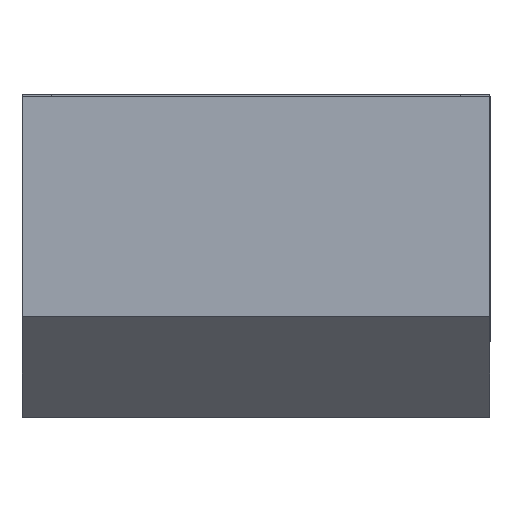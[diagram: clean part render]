
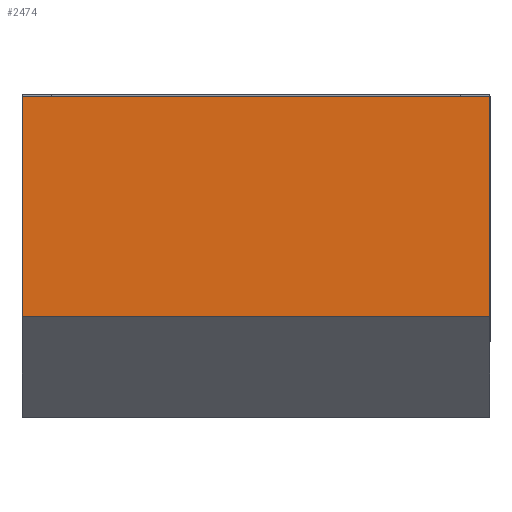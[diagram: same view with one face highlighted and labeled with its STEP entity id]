
A CAD part, left-side view. The second image highlights one B-rep face of the part: STEP entity #2474.
In plain terms, the highlighted planar face has unit normal (-1, 0, 0).
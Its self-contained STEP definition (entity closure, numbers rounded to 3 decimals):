
#72=FACE_OUTER_BOUND('',#208,.T.);
#208=EDGE_LOOP('',(#1727,#1728,#1729,#1730));
#395=LINE('',#3672,#695);
#402=LINE('',#3690,#702);
#403=LINE('',#3692,#703);
#404=LINE('',#3693,#704);
#695=VECTOR('',#2939,10.);
#702=VECTOR('',#2962,10.);
#703=VECTOR('',#2963,10.);
#704=VECTOR('',#2964,10.);
#1057=VERTEX_POINT('',#3669);
#1058=VERTEX_POINT('',#3671);
#1061=VERTEX_POINT('',#3689);
#1062=VERTEX_POINT('',#3691);
#1311=EDGE_CURVE('',#1058,#1057,#395,.T.);
#1322=EDGE_CURVE('',#1057,#1061,#402,.T.);
#1323=EDGE_CURVE('',#1062,#1061,#403,.T.);
#1324=EDGE_CURVE('',#1062,#1058,#404,.T.);
#1727=ORIENTED_EDGE('',*,*,#1311,.T.);
#1728=ORIENTED_EDGE('',*,*,#1322,.T.);
#1729=ORIENTED_EDGE('',*,*,#1323,.F.);
#1730=ORIENTED_EDGE('',*,*,#1324,.T.);
#2358=PLANE('',#2636);
#2474=ADVANCED_FACE('',(#72),#2358,.T.);
#2636=AXIS2_PLACEMENT_3D('',#3688,#2960,#2961);
#2939=DIRECTION('',(0.,1.,0.));
#2960=DIRECTION('center_axis',(-1.,0.,0.));
#2961=DIRECTION('ref_axis',(0.,0.,
1.));
#2962=DIRECTION('',(0.,0.,-1.));
#2963=DIRECTION('',(0.,1.,0.));
#2964=DIRECTION('',(0.,0.,1.));
#3669=CARTESIAN_POINT('',(-20.,-44.1,18.425));
#3671=CARTESIAN_POINT('',(-20.,-67.3,18.425));
#3672=CARTESIAN_POINT('',(-20.,-62.95,18.425));
#3688=CARTESIAN_POINT('Origin',(-20.,-68.7,11.5));
#3689=CARTESIAN_POINT('',(-20.,-44.1,7.5));
#3690=CARTESIAN_POINT('',(-20.,-44.1,15.));
#3691=CARTESIAN_POINT('',(-20.,-67.3,7.5));
#3692=CARTESIAN_POINT('',(-20.,-70.2,7.5));
#3693=CARTESIAN_POINT('',(-20.,-67.3,15.));
